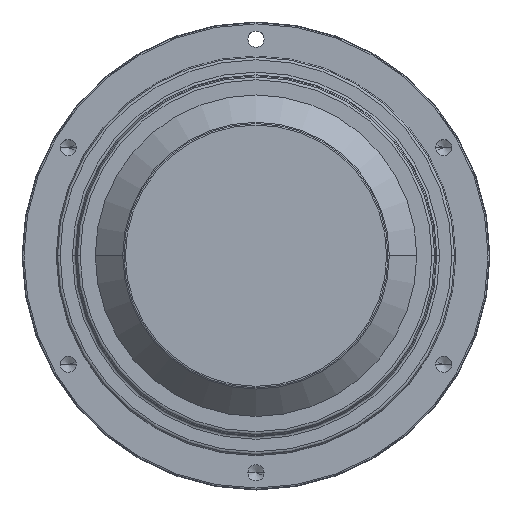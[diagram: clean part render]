
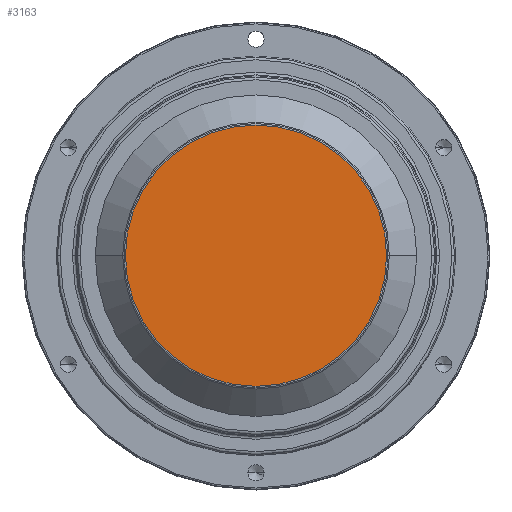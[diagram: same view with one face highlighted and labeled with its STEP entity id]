
A CAD part, top view. The second image highlights one B-rep face of the part: STEP entity #3163.
In plain terms, the highlighted planar face has unit normal (0, 0, 1).
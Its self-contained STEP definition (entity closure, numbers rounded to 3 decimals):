
#1081=CARTESIAN_POINT('',(0.,0.,105.));
#1082=DIRECTION('',(0.,0.,1.));
#1083=DIRECTION('',(1.,0.,0.));
#1084=AXIS2_PLACEMENT_3D('',#1081,#1082,#1083);
#1086=CARTESIAN_POINT('',(0.,0.,105.));
#1087=DIRECTION('',(0.,0.,1.));
#1088=DIRECTION('',(-1.,0.,0.));
#1089=AXIS2_PLACEMENT_3D('',#1086,#1087,#1088);
#1306=CARTESIAN_POINT('',(-68.672,0.,105.));
#1307=VERTEX_POINT('',#1306);
#1308=CARTESIAN_POINT('',(68.672,0.,105.));
#1309=VERTEX_POINT('',#1308);
#3153=CARTESIAN_POINT('',(0.,0.,105.));
#3154=DIRECTION('',(0.,0.,1.));
#3155=DIRECTION('',(1.,0.,0.));
#3156=AXIS2_PLACEMENT_3D('',#3153,#3154,#3155);
#3157=PLANE('',#3156);
#3158=ORIENTED_EDGE('',*,*,#3143,.F.);
#3160=ORIENTED_EDGE('',*,*,#3159,.F.);
#3161=EDGE_LOOP('',(#3158,#3160));
#3162=FACE_OUTER_BOUND('',#3161,.F.);
#3163=ADVANCED_FACE('',(#3162),#3157,.T.);
#1085=CIRCLE('',#1084,68.672);
#1090=CIRCLE('',#1089,68.672);
#3143=EDGE_CURVE('',#1309,#1307,#1085,.T.);
#3159=EDGE_CURVE('',#1307,#1309,#1090,.T.);
